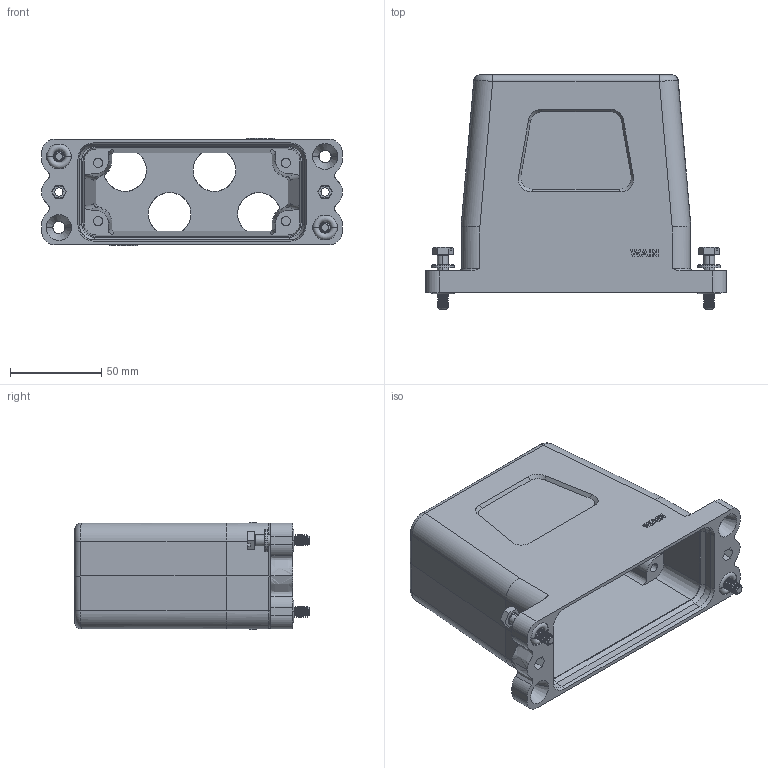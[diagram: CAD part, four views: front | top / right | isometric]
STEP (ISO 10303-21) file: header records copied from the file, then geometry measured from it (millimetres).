
FILE_DESCRIPTION(/* description */ (''),/* implementation_level */ '2;1');
FILE_NAME(/* name */ '3D_1130164305003_HP16B_HE-TEHH-4S-4M25_V1.1.stp',/* time_stamp */ '2023-12-19T15:57:19+08:00',/* author */ (''),/* organization */ (''),/* preprocessor_version */ 'ST-DEVELOPER v18.1',/* originating_system */ 'SIEMENS PLM Software NX 1980',/* authorisation */ '');
FILE_SCHEMA (('AP203_CONFIGURATION_CONTROLLED_3D_DESIGN_OF_MECHANICAL_PARTS_AND_ASSEMBLIES_MIM_LF { 1 0 10303 403 2 1 2}'));
Length unit declared in the file: millimetre
Products named in the file (1): temp1
Bounding box: 165 x 128.5 x 59 mm (x, y, z)
Volume: 269961 mm3; surface area: 97159.8 mm2
Topology: 7 solids, 7 shells, 461 faces, 1241 edges, 812 vertices
Faces by surface type: plane 200, cylinder 124, cone 72, bspline 40, torus 21, extrusion 4
Entity records: 27521 total; most frequent: CARTESIAN_POINT 16479, ORIENTED_EDGE 2482, DIRECTION 1942, EDGE_CURVE 1241, VERTEX_POINT 812, AXIS2_PLACEMENT_3D 687, VECTOR 568, LINE 564
